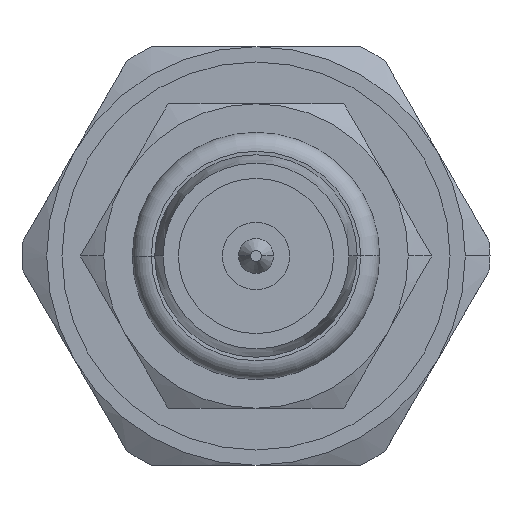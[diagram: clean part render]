
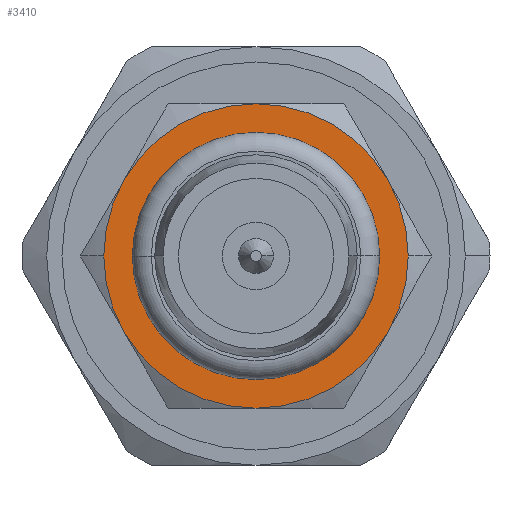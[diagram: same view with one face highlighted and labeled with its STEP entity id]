
A CAD part, left-side view. The second image highlights one B-rep face of the part: STEP entity #3410.
In plain terms, the highlighted planar face has unit normal (-1, 0, 0).
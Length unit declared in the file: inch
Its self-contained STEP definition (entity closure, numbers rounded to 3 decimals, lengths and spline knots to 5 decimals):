
#247 = EDGE_CURVE ( 'NONE', #328, #2877, #1890, .T. ) ;
#268 = CARTESIAN_POINT ( 'NONE',  ( 0., 0.15748, 0. ) ) ;
#270 = EDGE_LOOP ( 'NONE', ( #1718, #1257, #1536, #784, #5082, #1053, #2842, #2025 ) ) ;
#328 = VERTEX_POINT ( 'NONE', #1796 ) ;
#405 = DIRECTION ( 'NONE',  ( 1., 0., 0. ) ) ;
#418 = AXIS2_PLACEMENT_3D ( 'NONE', #4978, #405, #2044 ) ;
#648 = AXIS2_PLACEMENT_3D ( 'NONE', #4924, #4061, #2457 ) ;
#675 = AXIS2_PLACEMENT_3D ( 'NONE', #2456, #2967, #1427 ) ;
#689 = DIRECTION ( 'NONE',  ( -1., 0., 0. ) ) ;
#784 = ORIENTED_EDGE ( 'NONE', *, *, #3835, .T. ) ;
#787 = CIRCLE ( 'NONE', #3140, 0.15748 ) ;
#829 = CARTESIAN_POINT ( 'NONE',  ( 0., 0., 0. ) ) ;
#881 = CIRCLE ( 'NONE', #5668, 0.15748 ) ;
#909 = PLANE ( 'NONE',  #4477 ) ;
#923 = VERTEX_POINT ( 'NONE', #3411 ) ;
#932 = AXIS2_PLACEMENT_3D ( 'NONE', #4640, #1506, #3551 ) ;
#1053 = ORIENTED_EDGE ( 'NONE', *, *, #247, .F. ) ;
#1109 = CIRCLE ( 'NONE', #4295, 0.12402 ) ;
#1134 = CIRCLE ( 'NONE', #4548, 0.15748 ) ;
#1214 = AXIS2_PLACEMENT_3D ( 'NONE', #2523, #4633, #6128 ) ;
#1224 = DIRECTION ( 'NONE',  ( 1., 0., 0. ) ) ;
#1257 = ORIENTED_EDGE ( 'NONE', *, *, #4107, .F. ) ;
#1290 = DIRECTION ( 'NONE',  ( 1., 0., 0. ) ) ;
#1427 = DIRECTION ( 'NONE',  ( 0., 0.866, 0.5 ) ) ;
#1428 = AXIS2_PLACEMENT_3D ( 'NONE', #5258, #689, #5290 ) ;
#1484 = DIRECTION ( 'NONE',  ( 1., 0., 0. ) ) ;
#1506 = DIRECTION ( 'NONE',  ( 1., 0., 0. ) ) ;
#1536 = ORIENTED_EDGE ( 'NONE', *, *, #2088, .T. ) ;
#1540 = CIRCLE ( 'NONE', #5369, 0.12402 ) ;
#1610 = EDGE_CURVE ( 'NONE', #2640, #5239, #1540, .T. ) ;
#1640 = EDGE_CURVE ( 'NONE', #2877, #4111, #787, .T. ) ;
#1650 = DIRECTION ( 'NONE',  ( -1., 0., 0. ) ) ;
#1718 = ORIENTED_EDGE ( 'NONE', *, *, #5920, .F. ) ;
#1735 = VERTEX_POINT ( 'NONE', #6462 ) ;
#1779 = VERTEX_POINT ( 'NONE', #2974 ) ;
#1796 = CARTESIAN_POINT ( 'NONE',  ( 0., 0.13638, 0.07874 ) ) ;
#1890 = CIRCLE ( 'NONE', #932, 0.15748 ) ;
#1904 = DIRECTION ( 'NONE',  ( 0., -1., 0. ) ) ;
#1954 = CARTESIAN_POINT ( 'NONE',  ( 0., -0.13638, 0.07874 ) ) ;
#1986 = ORIENTED_EDGE ( 'NONE', *, *, #6297, .T. ) ;
#2025 = ORIENTED_EDGE ( 'NONE', *, *, #4985, .T. ) ;
#2044 = DIRECTION ( 'NONE',  ( 0., -0.866, -0.5 ) ) ;
#2088 = EDGE_CURVE ( 'NONE', #1735, #923, #3021, .T. ) ;
#2191 = EDGE_CURVE ( 'NONE', #328, #2571, #3773, .T. ) ;
#2384 = CARTESIAN_POINT ( 'NONE',  ( 0., 0., -0.15748 ) ) ;
#2456 = CARTESIAN_POINT ( 'NONE',  ( 0., 0., 0. ) ) ;
#2457 = DIRECTION ( 'NONE',  ( 0., 0.866, 0.5 ) ) ;
#2523 = CARTESIAN_POINT ( 'NONE',  ( 0., 0., 0. ) ) ;
#2571 = VERTEX_POINT ( 'NONE', #268 ) ;
#2640 = VERTEX_POINT ( 'NONE', #3923 ) ;
#2786 = DIRECTION ( 'NONE',  ( 0., 1., 0. ) ) ;
#2842 = ORIENTED_EDGE ( 'NONE', *, *, #2191, .T. ) ;
#2877 = VERTEX_POINT ( 'NONE', #3871 ) ;
#2967 = DIRECTION ( 'NONE',  ( -1., 0., 0. ) ) ;
#2974 = CARTESIAN_POINT ( 'NONE',  ( 0., 0., -0.12402 ) ) ;
#3021 = CIRCLE ( 'NONE', #1428, 0.15748 ) ;
#3033 = FACE_OUTER_BOUND ( 'NONE', #270, .T. ) ;
#3140 = AXIS2_PLACEMENT_3D ( 'NONE', #829, #1224, #3266 ) ;
#3238 = CARTESIAN_POINT ( 'NONE',  ( 0., -0.12402, 0. ) ) ;
#3266 = DIRECTION ( 'NONE',  ( 0., 0., 1. ) ) ;
#3410 = ADVANCED_FACE ( 'NONE', ( #3542, #3033 ), #909, .F. ) ;
#3411 = CARTESIAN_POINT ( 'NONE',  ( 0., -0.15748, 0. ) ) ;
#3530 = ORIENTED_EDGE ( 'NONE', *, *, #6392, .T. ) ;
#3537 = CIRCLE ( 'NONE', #648, 0.15748 ) ;
#3542 = FACE_BOUND ( 'NONE', #3937, .T. ) ;
#3551 = DIRECTION ( 'NONE',  ( 0., 0.866, 0.5 ) ) ;
#3691 = DIRECTION ( 'NONE',  ( 0., -0.866, -0.5 ) ) ;
#3773 = CIRCLE ( 'NONE', #675, 0.15748 ) ;
#3835 = EDGE_CURVE ( 'NONE', #923, #4111, #1134, .T. ) ;
#3871 = CARTESIAN_POINT ( 'NONE',  ( 0., 0., 0.15748 ) ) ;
#3891 = CARTESIAN_POINT ( 'NONE',  ( 0., 0.13638, -0.07874 ) ) ;
#3923 = CARTESIAN_POINT ( 'NONE',  ( 0., 0.12402, 0. ) ) ;
#3937 = EDGE_LOOP ( 'NONE', ( #3530, #1986, #5053 ) ) ;
#4061 = DIRECTION ( 'NONE',  ( -1., 0., 0. ) ) ;
#4107 = EDGE_CURVE ( 'NONE', #1735, #5327, #6170, .T. ) ;
#4111 = VERTEX_POINT ( 'NONE', #1954 ) ;
#4295 = AXIS2_PLACEMENT_3D ( 'NONE', #4533, #6531, #1904 ) ;
#4412 = CIRCLE ( 'NONE', #1214, 0.12402 ) ;
#4477 = AXIS2_PLACEMENT_3D ( 'NONE', #4536, #5539, #5435 ) ;
#4533 = CARTESIAN_POINT ( 'NONE',  ( 0., 0., 0. ) ) ;
#4536 = CARTESIAN_POINT ( 'NONE',  ( 0., 0., 0. ) ) ;
#4548 = AXIS2_PLACEMENT_3D ( 'NONE', #6183, #1650, #3691 ) ;
#4633 = DIRECTION ( 'NONE',  ( 1., 0., 0. ) ) ;
#4640 = CARTESIAN_POINT ( 'NONE',  ( 0., 0., 0. ) ) ;
#4924 = CARTESIAN_POINT ( 'NONE',  ( 0., 0., 0. ) ) ;
#4978 = CARTESIAN_POINT ( 'NONE',  ( 0., 0., 0. ) ) ;
#4985 = EDGE_CURVE ( 'NONE', #2571, #5376, #3537, .T. ) ;
#5053 = ORIENTED_EDGE ( 'NONE', *, *, #1610, .T. ) ;
#5082 = ORIENTED_EDGE ( 'NONE', *, *, #1640, .F. ) ;
#5111 = CARTESIAN_POINT ( 'NONE',  ( 0., 0., 0. ) ) ;
#5239 = VERTEX_POINT ( 'NONE', #3238 ) ;
#5258 = CARTESIAN_POINT ( 'NONE',  ( 0., 0., 0. ) ) ;
#5290 = DIRECTION ( 'NONE',  ( 0., -0.866, -0.5 ) ) ;
#5327 = VERTEX_POINT ( 'NONE', #2384 ) ;
#5369 = AXIS2_PLACEMENT_3D ( 'NONE', #6427, #1290, #2786 ) ;
#5376 = VERTEX_POINT ( 'NONE', #3891 ) ;
#5435 = DIRECTION ( 'NONE',  ( 0., 1., 0. ) ) ;
#5539 = DIRECTION ( 'NONE',  ( 1., 0., 0. ) ) ;
#5668 = AXIS2_PLACEMENT_3D ( 'NONE', #5111, #1484, #6149 ) ;
#5920 = EDGE_CURVE ( 'NONE', #5327, #5376, #881, .T. ) ;
#6128 = DIRECTION ( 'NONE',  ( 0., -1., 0. ) ) ;
#6149 = DIRECTION ( 'NONE',  ( 0., 0., -1. ) ) ;
#6170 = CIRCLE ( 'NONE', #418, 0.15748 ) ;
#6183 = CARTESIAN_POINT ( 'NONE',  ( 0., 0., 0. ) ) ;
#6297 = EDGE_CURVE ( 'NONE', #1779, #2640, #1109, .T. ) ;
#6392 = EDGE_CURVE ( 'NONE', #5239, #1779, #4412, .T. ) ;
#6427 = CARTESIAN_POINT ( 'NONE',  ( 0., 0., 0. ) ) ;
#6462 = CARTESIAN_POINT ( 'NONE',  ( 0., -0.13638, -0.07874 ) ) ;
#6531 = DIRECTION ( 'NONE',  ( 1., 0., 0. ) ) ;
